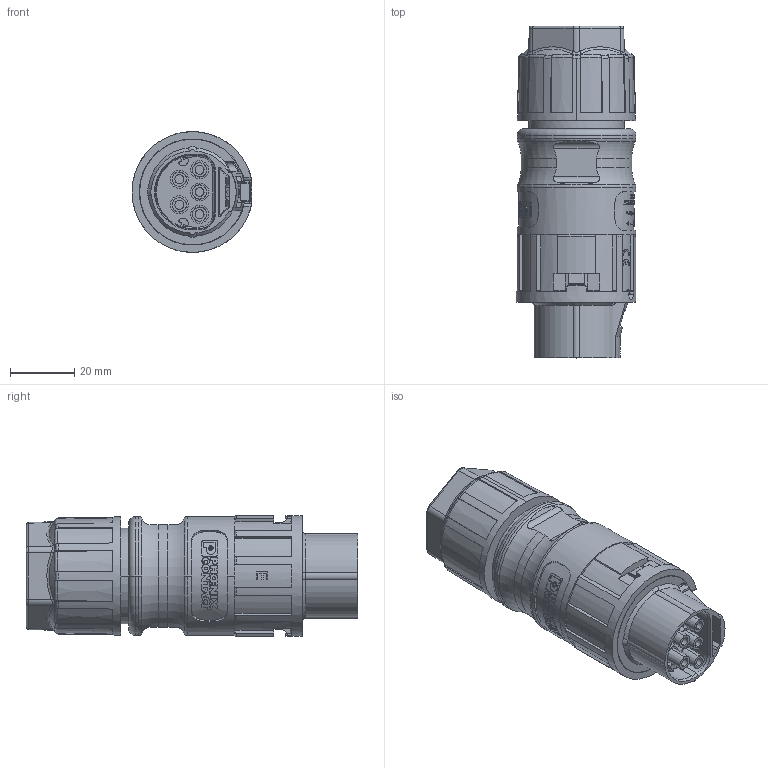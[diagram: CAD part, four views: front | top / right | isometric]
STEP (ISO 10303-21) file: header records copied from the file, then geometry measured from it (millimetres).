
FILE_DESCRIPTION(('Creo Elements/Direct Modeling STEP Export'),'2;1');
FILE_NAME('model.stp','2020-08-04T 9:59:55',(''),(''),'Creo Elements/Direct Modeling STEP processor for AP214 (Solid Model)','Creo Elements/Direct Modeling 20.1A 29-Sep-2018 (C) Parametric Technology GmbH','');
FILE_SCHEMA(('AUTOMOTIVE_DESIGN { 1 0 10303 214 1 1 1 1 }'));
Products named in the file (3): PRC_Housing_mont; PRC 5-HEAD-FS6-2; PRC_5-FC-FS6_8-21
Assembly tree (2 placements, depth 2):
  PRC_5-FC-FS6_8-21
    PRC 5-HEAD-FS6-2
    PRC_Housing_mont
Bounding box: 37.3 x 103.29 x 37.6 mm (x, y, z)
Volume: 51683.8 mm3; surface area: 40642.1 mm2
Topology: 2 solids, 2 shells, 2314 faces, 6471 edges, 4274 vertices
Faces by surface type: plane 1552, cylinder 411, cone 149, torus 93, bspline 69, extrusion 35, revolution 3, sphere 2
Entity records: 138935 total; most frequent: CARTESIAN_POINT 61241, ORIENTED_EDGE 12918, DIRECTION 11811, EDGE_CURVE 6459, AXIS2_PLACEMENT_3D 4332, VERTEX_POINT 4274, VECTOR 3145, LINE 3110
